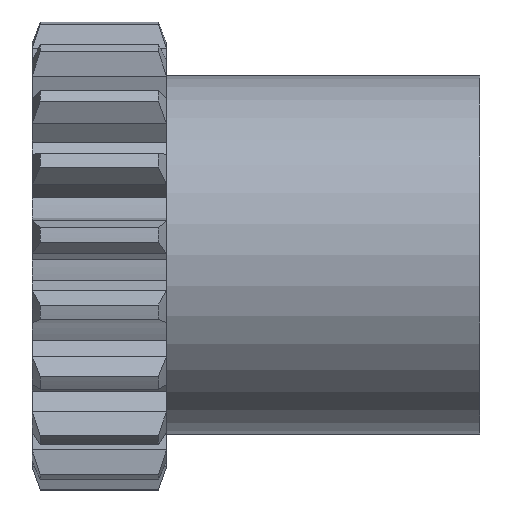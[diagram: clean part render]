
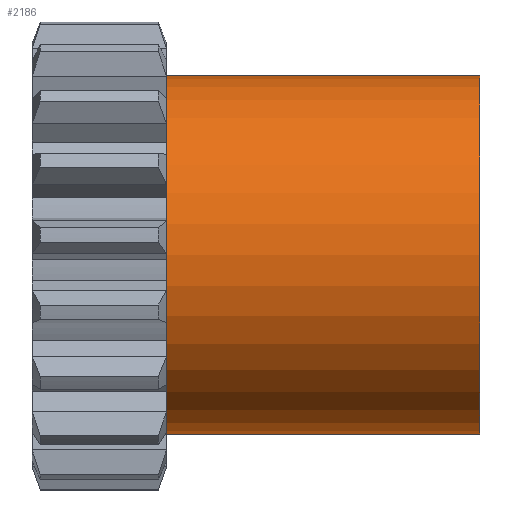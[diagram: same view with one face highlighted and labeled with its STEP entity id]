
A CAD part, top view. The second image highlights one B-rep face of the part: STEP entity #2186.
In plain terms, the highlighted cylindrical face has radius 4 mm (diameter 8 mm), a partial arc.
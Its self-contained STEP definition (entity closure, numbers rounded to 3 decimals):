
#1056 = EDGE_CURVE( '', #2324, #1742, #2699, .T. );
#1208 = EDGE_CURVE( '', #1918, #1228, #2866, .T. );
#1228 = VERTEX_POINT( '', #2887 );
#1568 = EDGE_CURVE( '', #1918, #2324, #3262, .T. );
#1742 = VERTEX_POINT( '', #3451 );
#1862 = EDGE_CURVE( '', #1742, #1228, #3582, .T. );
#1918 = VERTEX_POINT( '', #3645 );
#2186 = ADVANCED_FACE( '', ( #3939 ), #3940, .T. );
#2324 = VERTEX_POINT( '', #4092 );
#2699 = CIRCLE( '', #4671, 4. );
#2866 = CIRCLE( '', #4947, 4. );
#2887 = CARTESIAN_POINT( '', ( 3., 4., 0. ) );
#3262 = LINE( '', #5628, #5629 );
#3451 = CARTESIAN_POINT( '', ( 10., 4., 0. ) );
#3582 = LINE( '', #6192, #6193 );
#3645 = CARTESIAN_POINT( '', ( 3., -4., 0. ) );
#3939 = FACE_OUTER_BOUND( '', #6814, .T. );
#3940 = CYLINDRICAL_SURFACE( '', #6815, 4. );
#4092 = CARTESIAN_POINT( '', ( 10., -4., 0. ) );
#4671 = AXIS2_PLACEMENT_3D( '', #7594, #7595, #7596 );
#4947 = AXIS2_PLACEMENT_3D( '', #7761, #7762, #7763 );
#5628 = CARTESIAN_POINT( '', ( 6.5, -4., 0. ) );
#5629 = VECTOR( '', #8248, 1. );
#6192 = CARTESIAN_POINT( '', ( 6.5, 4., 0. ) );
#6193 = VECTOR( '', #8563, 1. );
#6814 = EDGE_LOOP( '', ( #8950, #8951, #8952, #8953 ) );
#6815 = AXIS2_PLACEMENT_3D( '', #8954, #8955, #8956 );
#7594 = CARTESIAN_POINT( '', ( 10., 0., 0. ) );
#7595 = DIRECTION( '', ( -1., 0., 0. ) );
#7596 = DIRECTION( '', ( 0., 1., 0. ) );
#7761 = CARTESIAN_POINT( '', ( 3., 0., 0. ) );
#7762 = DIRECTION( '', ( -1., 0., 0. ) );
#7763 = DIRECTION( '', ( 0., 1., 0. ) );
#8248 = DIRECTION( '', ( 1., 0., 0. ) );
#8563 = DIRECTION( '', ( -1., 0., 0. ) );
#8950 = ORIENTED_EDGE( '', *, *, #1862, .T. );
#8951 = ORIENTED_EDGE( '', *, *, #1208, .F. );
#8952 = ORIENTED_EDGE( '', *, *, #1568, .T. );
#8953 = ORIENTED_EDGE( '', *, *, #1056, .T. );
#8954 = CARTESIAN_POINT( '', ( 6.5, 0., 0. ) );
#8955 = DIRECTION( '', ( 1., 0., 0. ) );
#8956 = DIRECTION( '', ( 0., 1., 0. ) );
